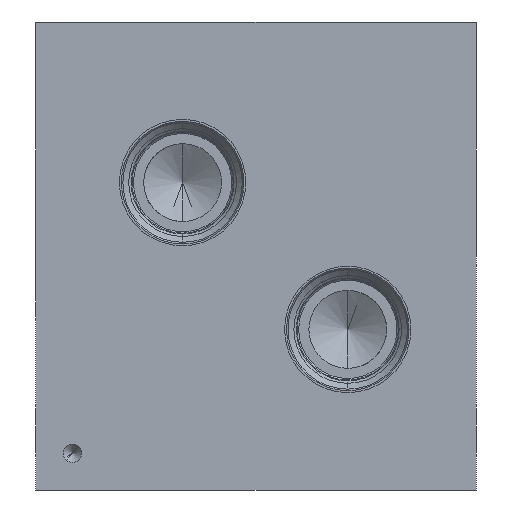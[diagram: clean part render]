
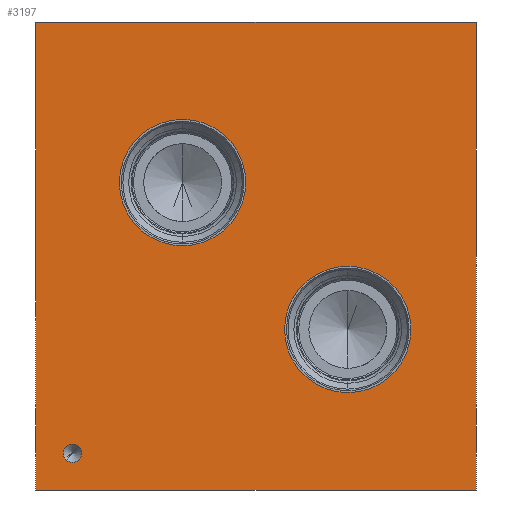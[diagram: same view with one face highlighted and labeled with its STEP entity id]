
A CAD part, front view. The second image highlights one B-rep face of the part: STEP entity #3197.
In plain terms, the highlighted planar face has unit normal (0, -1, 0).
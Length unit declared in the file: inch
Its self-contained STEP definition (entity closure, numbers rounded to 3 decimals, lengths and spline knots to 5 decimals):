
#5=DIRECTION('',(1.,0.,0.));
#6=VECTOR('',#5,3.);
#7=CARTESIAN_POINT('',(0.,-2.938,0.));
#8=LINE('',#7,#6);
#95=DIRECTION('',(0.,0.,1.));
#96=VECTOR('',#95,3.188);
#97=CARTESIAN_POINT('',(3.,-2.938,0.));
#98=LINE('',#97,#96);
#119=DIRECTION('',(0.,0.,1.));
#120=VECTOR('',#119,3.188);
#121=CARTESIAN_POINT('',(0.,-2.938,0.));
#122=LINE('',#121,#120);
#123=CARTESIAN_POINT('',(1.,-2.938,2.094));
#124=DIRECTION('',(0.,1.,0.));
#125=DIRECTION('',(0.,0.,-1.));
#126=AXIS2_PLACEMENT_3D('',#123,#124,#125);
#128=CARTESIAN_POINT('',(1.,-2.938,2.094));
#129=DIRECTION('',(0.,1.,0.));
#130=DIRECTION('',(0.,0.,1.));
#131=AXIS2_PLACEMENT_3D('',#128,#129,#130);
#133=CARTESIAN_POINT('',(2.125,-2.938,1.094));
#134=DIRECTION('',(0.,1.,0.));
#135=DIRECTION('',(0.,0.,-1.));
#136=AXIS2_PLACEMENT_3D('',#133,#134,#135);
#138=CARTESIAN_POINT('',(2.125,-2.938,1.094));
#139=DIRECTION('',(0.,1.,0.));
#140=DIRECTION('',(0.,0.,1.));
#141=AXIS2_PLACEMENT_3D('',#138,#139,#140);
#143=CARTESIAN_POINT('',(0.25,-2.938,0.25));
#144=DIRECTION('',(0.,1.,0.));
#145=DIRECTION('',(-0.643,0.,-0.766));
#146=AXIS2_PLACEMENT_3D('',#143,#144,#145);
#148=CARTESIAN_POINT('',(0.25,-2.938,0.25));
#149=DIRECTION('',(0.,1.,0.));
#150=DIRECTION('',(0.643,0.,0.766));
#151=AXIS2_PLACEMENT_3D('',#148,#149,#150);
#165=DIRECTION('',(1.,0.,0.));
#166=VECTOR('',#165,3.);
#167=CARTESIAN_POINT('',(0.,-2.938,3.188));
#168=LINE('',#167,#166);
#2621=CARTESIAN_POINT('',(0.,-2.938,0.));
#2623=VERTEX_POINT('',#2621);
#2624=CARTESIAN_POINT('',(3.,-2.938,0.));
#2625=VERTEX_POINT('',#2624);
#2629=CARTESIAN_POINT('',(0.,-2.938,3.188));
#2631=VERTEX_POINT('',#2629);
#2632=CARTESIAN_POINT('',(3.,-2.938,3.188));
#2633=VERTEX_POINT('',#2632);
#2840=CARTESIAN_POINT('',(1.,-2.938,2.5245));
#2841=VERTEX_POINT('',#2840);
#2846=CARTESIAN_POINT('',(1.,-2.938,1.6635));
#2847=VERTEX_POINT('',#2846);
#2900=CARTESIAN_POINT('',(2.125,-2.938,1.5245));
#2901=VERTEX_POINT('',#2900);
#2906=CARTESIAN_POINT('',(2.125,-2.938,0.6635));
#2907=VERTEX_POINT('',#2906);
#2930=CARTESIAN_POINT('',(0.21015,-2.938,
0.20251));
#2931=CARTESIAN_POINT('',(0.28985,-2.938,
0.29749));
#2932=VERTEX_POINT('',#2930);
#2933=VERTEX_POINT('',#2931);
#3167=CARTESIAN_POINT('',(0.,-2.938,0.));
#3168=DIRECTION('',(0.,-1.,0.));
#3169=DIRECTION('',(1.,0.,0.));
#3170=AXIS2_PLACEMENT_3D('',#3167,#3168,#3169);
#3171=PLANE('',#3170);
#3172=ORIENTED_EDGE('',*,*,#3061,.F.);
#3173=ORIENTED_EDGE('',*,*,#3092,.T.);
#3175=ORIENTED_EDGE('',*,*,#3174,.T.);
#3176=ORIENTED_EDGE('',*,*,#3147,.F.);
#3177=EDGE_LOOP('',(#3172,#3173,#3175,#3176));
#3178=FACE_OUTER_BOUND('',#3177,.F.);
#3180=ORIENTED_EDGE('',*,*,#3179,.F.);
#3182=ORIENTED_EDGE('',*,*,#3181,.F.);
#3183=EDGE_LOOP('',(#3180,#3182));
#3184=FACE_BOUND('',#3183,.F.);
#3186=ORIENTED_EDGE('',*,*,#3185,.F.);
#3188=ORIENTED_EDGE('',*,*,#3187,.F.);
#3189=EDGE_LOOP('',(#3186,#3188));
#3190=FACE_BOUND('',#3189,.F.);
#3192=ORIENTED_EDGE('',*,*,#3191,.F.);
#3194=ORIENTED_EDGE('',*,*,#3193,.F.);
#3195=EDGE_LOOP('',(#3192,#3194));
#3196=FACE_BOUND('',#3195,.F.);
#3197=ADVANCED_FACE('',(#3178,#3184,#3190,#3196),#3171,.T.);
#127=CIRCLE('',#126,0.4305);
#132=CIRCLE('',#131,0.4305);
#137=CIRCLE('',#136,0.4305);
#142=CIRCLE('',#141,0.4305);
#147=CIRCLE('',#146,0.062);
#152=CIRCLE('',#151,0.062);
#3061=EDGE_CURVE('',#2623,#2625,#8,.T.);
#3092=EDGE_CURVE('',#2623,#2631,#122,.T.);
#3147=EDGE_CURVE('',#2625,#2633,#98,.T.);
#3174=EDGE_CURVE('',#2631,#2633,#168,.T.);
#3179=EDGE_CURVE('',#2847,#2841,#127,.T.);
#3181=EDGE_CURVE('',#2841,#2847,#132,.T.);
#3185=EDGE_CURVE('',#2907,#2901,#137,.T.);
#3187=EDGE_CURVE('',#2901,#2907,#142,.T.);
#3191=EDGE_CURVE('',#2932,#2933,#147,.T.);
#3193=EDGE_CURVE('',#2933,#2932,#152,.T.);
